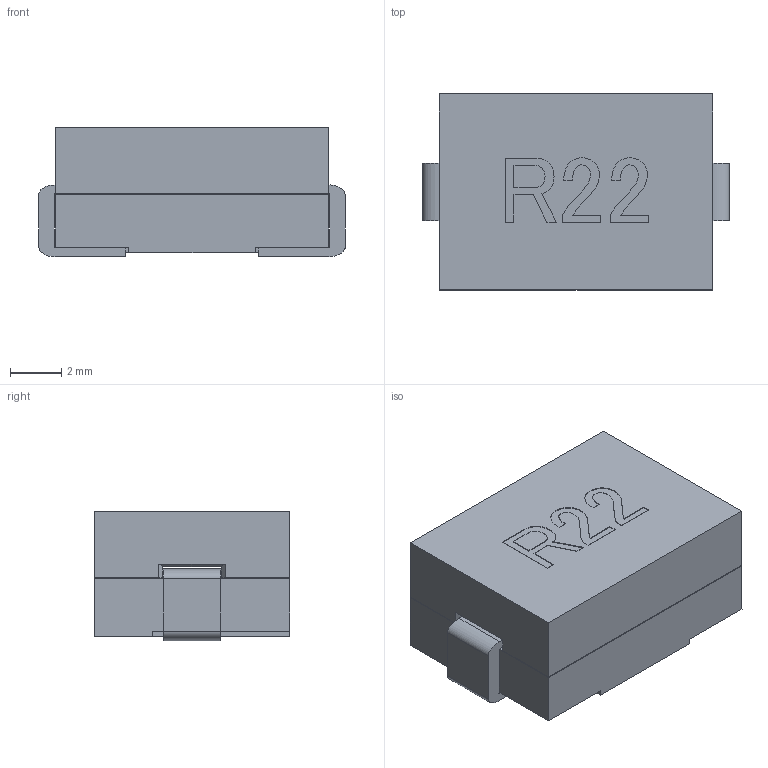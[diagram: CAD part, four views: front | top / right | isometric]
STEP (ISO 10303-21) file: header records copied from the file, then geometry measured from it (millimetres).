
FILE_DESCRIPTION( ('This file contains a STEP AP42 implementation' ,'as created by ZW3D STEP Interface translator.') ,'2;1' );
FILE_NAME( 'PB1005(激光印字）.stp' ,'21 916. 95636', (''), ('ZWCAD Software Co.'), 'Version 1.0', 'ZW3D to STEP translator', '' );
FILE_SCHEMA( ('CONFIG_CONTROL_DESIGN') );
Length unit declared in the file: millimetre
Products named in the file (1): 0
Bounding box: 11.95 x 7.65 x 5.06 mm (x, y, z)
Volume: 400.4 mm3; surface area: 631.3 mm2
Topology: 3 solids, 3 shells, 113 faces, 305 edges, 202 vertices
Faces by surface type: bspline 113
Entity records: 3627 total; most frequent: CARTESIAN_POINT 1753, ORIENTED_EDGE 610, EDGE_CURVE 305, B_SPLINE_CURVE_WITH_KNOTS 285, VERTEX_POINT 202, EDGE_LOOP 117, FACE_OUTER_BOUND 113, ADVANCED_FACE 113
